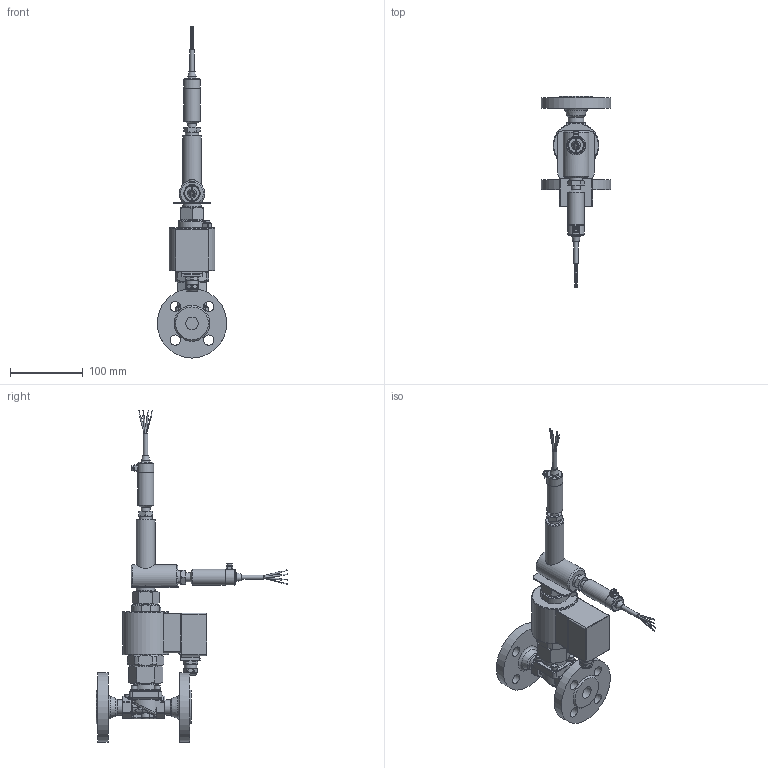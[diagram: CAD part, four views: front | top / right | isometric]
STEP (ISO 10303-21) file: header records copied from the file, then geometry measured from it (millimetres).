
FILE_DESCRIPTION(/* description */ ('3D-Modell'),/* implementation_level */ '2;1');
FILE_NAME(/* name */ '037.001562_A3701-0804-.328-3G-MF.stp',/* time_stamp */ '2024-01-09T12:07:27+01:00',/* author */ ('CBeuthner'),/* organization */ (''),/* preprocessor_version */ 'ST-DEVELOPER v16.1',/* originating_system */ 'Autodesk Inventor 2016',/* authorisation */ '');
FILE_SCHEMA (('CONFIG_CONTROL_DESIGN'));
Length unit declared in the file: millimetre
Products named in the file (1): 88-006168
Bounding box: 95 x 262.09 x 454.89 mm (x, y, z)
Surface area: 136407.3 mm2 (no closed solid volume)
Topology: 0 solids, 1 shells, 814 faces, 2027 edges, 1261 vertices
Faces by surface type: plane 319, cylinder 259, cone 117, torus 62, bspline 47, sphere 10
Full cylindrical faces by diameter (mm): 1 x8, 2 x6, 4 x2, 4.51 x1, 5 x6, 6 x2, 7 x4, 7.3 x2, 8.5 x4, 12 x4, 14 x8, 17 x2, 17.1 x2, 18 x2, 21.3 x2, 21.9 x2, 22 x4, 25.8 x2, 25.9 x1, 28 x1, 34 x1, 63 x1, 95 x2
Entity records: 25715 total; most frequent: CARTESIAN_POINT 7751, ORIENTED_EDGE 3714, DIRECTION 3703, EDGE_CURVE 1856, AXIS2_PLACEMENT_3D 1520, VERTEX_POINT 1210, EDGE_LOOP 1013, FACE_OUTER_BOUND 814
